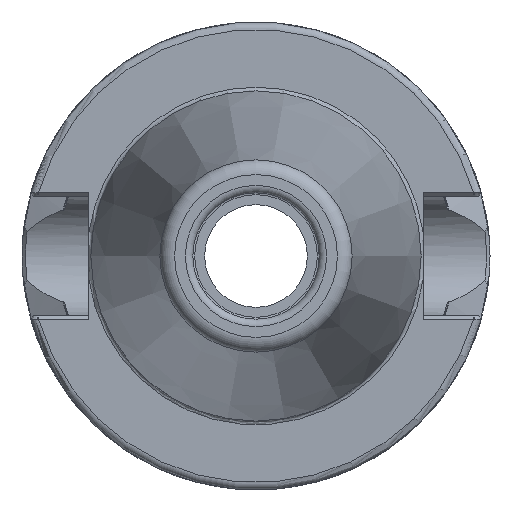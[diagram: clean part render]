
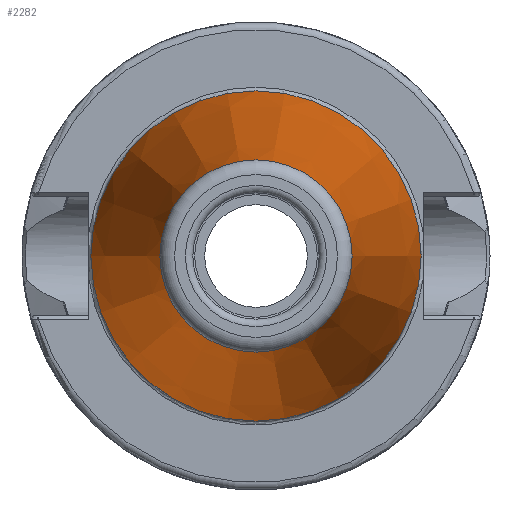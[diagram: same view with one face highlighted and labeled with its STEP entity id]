
A CAD part, left-side view. The second image highlights one B-rep face of the part: STEP entity #2282.
In plain terms, the highlighted conical face has half-angle 8.297 degrees and reference radius 17.581 mm.
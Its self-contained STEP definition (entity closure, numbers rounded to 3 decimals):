
#291=FACE_OUTER_BOUND('',#420,.T.);
#420=EDGE_LOOP('',(#1886,#1887,#1888,#1889,#1890,#1891,#1892));
#546=LINE('',#4385,#667);
#667=VECTOR('',#2995,17.581);
#814=CIRCLE('',#2503,12.937);
#815=CIRCLE('',#2504,12.937);
#816=CIRCLE('',#2505,12.937);
#818=CIRCLE('',#2508,22.225);
#819=CIRCLE('',#2509,22.225);
#1028=VERTEX_POINT('',#4373);
#1029=VERTEX_POINT('',#4374);
#1030=VERTEX_POINT('',#4376);
#1031=VERTEX_POINT('',#4381);
#1032=VERTEX_POINT('',#4382);
#1339=EDGE_CURVE('',#1028,#1029,#814,.T.);
#1340=EDGE_CURVE('',#1030,#1028,#815,.T.);
#1341=EDGE_CURVE('',#1029,#1030,#816,.T.);
#1343=EDGE_CURVE('',#1031,#1032,#818,.T.);
#1344=EDGE_CURVE('',#1032,#1031,#819,.T.);
#1345=EDGE_CURVE('',#1032,#1030,#546,.T.);
#1886=ORIENTED_EDGE('',*,*,#1343,.F.);
#1887=ORIENTED_EDGE('',*,*,#1344,.F.);
#1888=ORIENTED_EDGE('',*,*,#1345,.T.);
#1889=ORIENTED_EDGE('',*,*,#1340,.T.);
#1890=ORIENTED_EDGE('',*,*,#1339,.T.);
#1891=ORIENTED_EDGE('',*,*,#1341,.T.);
#1892=ORIENTED_EDGE('',*,*,#1345,.F.);
#2211=CONICAL_SURFACE('',#2507,17.581,0.145);
#2282=ADVANCED_FACE('',(#291),#2211,.T.);
#2503=AXIS2_PLACEMENT_3D('',#4375,#2981,#2982);
#2504=AXIS2_PLACEMENT_3D('',#4377,#2983,#2984);
#2505=AXIS2_PLACEMENT_3D('',#4378,#2985,#2986);
#2507=AXIS2_PLACEMENT_3D('',#4380,#2989,#2990);
#2508=AXIS2_PLACEMENT_3D('',#4383,#2991,#2992);
#2509=AXIS2_PLACEMENT_3D('',#4384,#2993,#2994);
#2981=DIRECTION('center_axis',(1.,0.,0.));
#2982=DIRECTION('ref_axis',(0.,0.,-1.));
#2983=DIRECTION('center_axis',(1.,0.,0.));
#2984=DIRECTION('ref_axis',(0.,0.,-1.));
#2985=DIRECTION('center_axis',(1.,0.,0.));
#2986=DIRECTION('ref_axis',(0.,0.,-1.));
#2989=DIRECTION('center_axis',(1.,0.,0.));
#2990=DIRECTION('ref_axis',(0.,1.,0.));
#2991=DIRECTION('center_axis',(1.,0.,0.));
#2992=DIRECTION('ref_axis',(0.,0.,-1.));
#2993=DIRECTION('center_axis',(1.,0.,0.));
#2994=DIRECTION('ref_axis',(0.,0.,-1.));
#2995=DIRECTION('',(-0.99,0.144,0.));
#4373=CARTESIAN_POINT('',(-63.689,12.937,0.));
#4374=CARTESIAN_POINT('',(-63.689,0.,12.937));
#4375=CARTESIAN_POINT('Origin',(-63.689,0.,
0.));
#4376=CARTESIAN_POINT('',(-63.689,-12.937,0.));
#4377=CARTESIAN_POINT('Origin',(-63.689,0.,
0.));
#4378=CARTESIAN_POINT('Origin',(-63.689,0.,
0.));
#4380=CARTESIAN_POINT('Origin',(-31.844,0.,
0.));
#4381=CARTESIAN_POINT('',(0.,22.225,0.));
#4382=CARTESIAN_POINT('',(0.,-22.225,0.));
#4383=CARTESIAN_POINT('Origin',(0.,0.,
0.));
#4384=CARTESIAN_POINT('Origin',(0.,0.,
0.));
#4385=CARTESIAN_POINT('',(-31.844,-17.581,0.));
